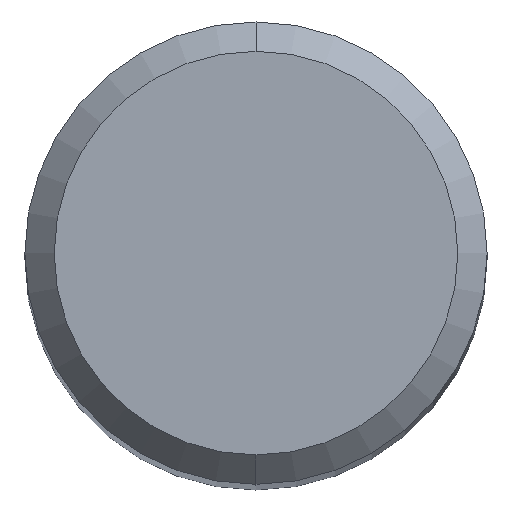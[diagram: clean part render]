
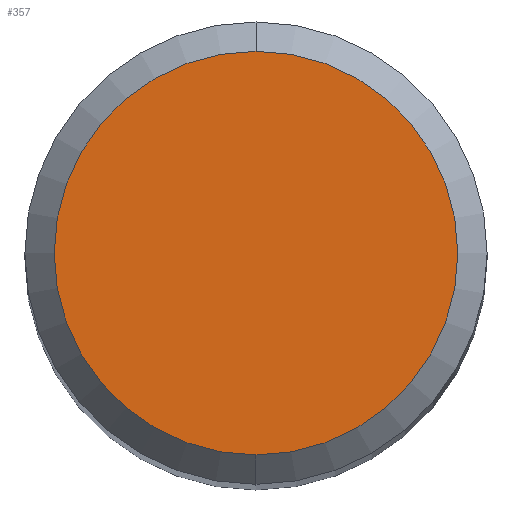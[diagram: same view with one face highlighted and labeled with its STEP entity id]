
A CAD part, top view. The second image highlights one B-rep face of the part: STEP entity #357.
In plain terms, the highlighted planar face has unit normal (0, 0, 1).
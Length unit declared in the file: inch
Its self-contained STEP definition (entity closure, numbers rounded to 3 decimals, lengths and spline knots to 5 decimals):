
#4 = CARTESIAN_POINT ( 'NONE',  ( 0., 0., 0. ) ) ;
#23 = AXIS2_PLACEMENT_3D ( 'NONE', #395, #41, #58 ) ;
#41 = DIRECTION ( 'NONE',  ( 0., 0., -1. ) ) ;
#55 = DIRECTION ( 'NONE',  ( 0., -1., 0. ) ) ;
#56 = EDGE_CURVE ( 'NONE', #325, #112, #187, .T. ) ;
#58 = DIRECTION ( 'NONE',  ( 0., 1., 0. ) ) ;
#64 = AXIS2_PLACEMENT_3D ( 'NONE', #4, #164, #319 ) ;
#82 = ORIENTED_EDGE ( 'NONE', *, *, #412, .T. ) ;
#112 = VERTEX_POINT ( 'NONE', #292 ) ;
#164 = DIRECTION ( 'NONE',  ( 0., 0., 1. ) ) ;
#180 = CIRCLE ( 'NONE', #203, 0.1031 ) ;
#187 = CIRCLE ( 'NONE', #64, 0.1031 ) ;
#203 = AXIS2_PLACEMENT_3D ( 'NONE', #446, #249, #55 ) ;
#243 = PLANE ( 'NONE',  #23 ) ;
#249 = DIRECTION ( 'NONE',  ( 0., 0., 1. ) ) ;
#250 = CARTESIAN_POINT ( 'NONE',  ( 0., 0.1031, 0. ) ) ;
#254 = FACE_OUTER_BOUND ( 'NONE', #290, .T. ) ;
#290 = EDGE_LOOP ( 'NONE', ( #409, #82 ) ) ;
#292 = CARTESIAN_POINT ( 'NONE',  ( 0., -0.1031, 0. ) ) ;
#319 = DIRECTION ( 'NONE',  ( 0., -1., 0. ) ) ;
#325 = VERTEX_POINT ( 'NONE', #250 ) ;
#357 = ADVANCED_FACE ( 'NONE', ( #254 ), #243, .F. ) ;
#395 = CARTESIAN_POINT ( 'NONE',  ( 0., 0.1031, 0. ) ) ;
#409 = ORIENTED_EDGE ( 'NONE', *, *, #56, .T. ) ;
#412 = EDGE_CURVE ( 'NONE', #112, #325, #180, .T. ) ;
#446 = CARTESIAN_POINT ( 'NONE',  ( 0., 0., 0. ) ) ;
